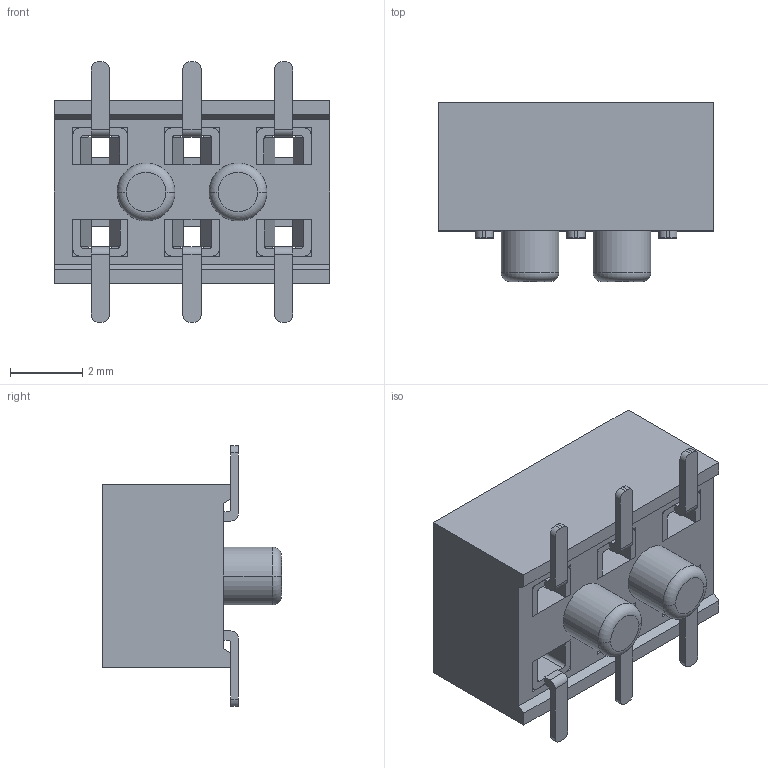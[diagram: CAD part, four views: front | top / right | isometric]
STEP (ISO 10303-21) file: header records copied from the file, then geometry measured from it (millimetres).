
FILE_DESCRIPTION((''),'2;1');
FILE_NAME('M20-7810345_ASM','2016-08-09T',('mperren'),(''),'CREO PARAMETRIC BY PTC INC, 2016050','CREO PARAMETRIC BY PTC INC, 2016050','');
FILE_SCHEMA(('CONFIG_CONTROL_DESIGN'));
Length unit declared in the file: millimetre
Products named in the file (3): M20-78103_MOULD; M20-781_CONTACT; M20-7810345_ASM
Assembly tree (7 placements, depth 2):
  M20-7810345_ASM
    M20-78103_MOULD
    M20-781_CONTACT  x6
Bounding box: 7.62 x 4.95 x 7.2 mm (x, y, z)
Volume: 116.6 mm3; surface area: 359.7 mm2
Topology: 7 solids, 7 shells, 362 faces, 974 edges, 634 vertices
Faces by surface type: plane 270, cylinder 88, torus 4
Entity records: 5438 total; most frequent: CARTESIAN_POINT 740, ORIENTED_EDGE 718, DIRECTION 707, PRESENTATION_STYLE_ASSIGNMENT 361, STYLED_ITEM 361, CURVE_STYLE 359, EDGE_CURVE 359, VECTOR 315
